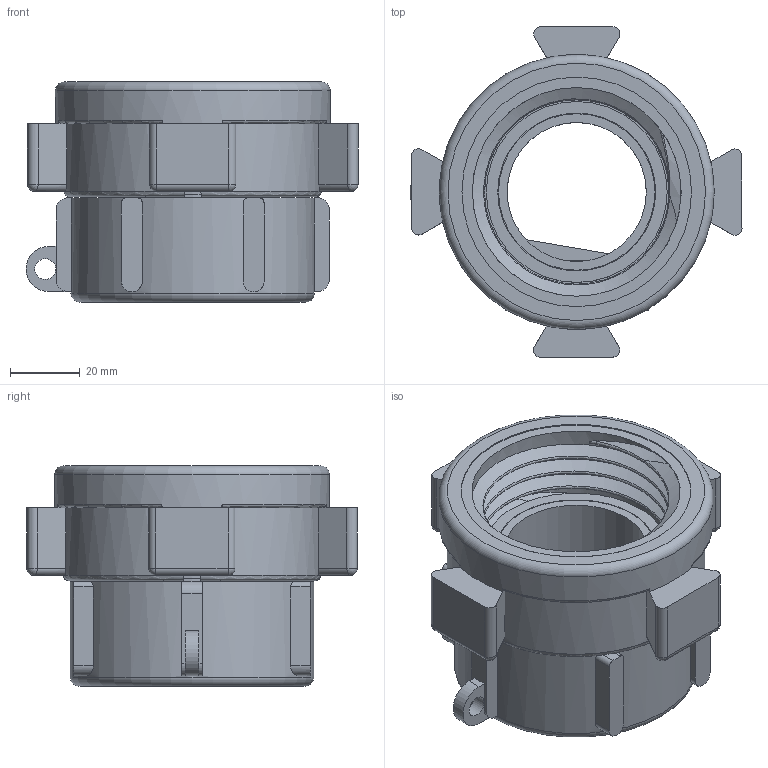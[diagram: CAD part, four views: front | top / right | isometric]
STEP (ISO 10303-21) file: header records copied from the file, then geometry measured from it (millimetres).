
FILE_DESCRIPTION(/* description */ (''),/* implementation_level */ '2;1');
FILE_NAME(/* name */ 'IB0022.step',/* time_stamp */ '2026-03-27T11:26:59+01:00',/* author */ (''),/* organization */ (''),/* preprocessor_version */ 'ST-DEVELOPER v20.1',/* originating_system */ 'Autodesk Translation Framework v14.24.0.0',/* authorisation */ '');
FILE_SCHEMA (('AUTOMOTIVE_DESIGN { 1 0 10303 214 3 1 1 }'));
Length unit declared in the file: millimetre
Products named in the file (1): 2026-03-27-08-21-11-392
Bounding box: 95.43 x 95.01 x 63.3 mm (x, y, z)
Volume: 141548.9 mm3; surface area: 74264.5 mm2
Topology: 5 solids, 5 shells, 241 faces, 613 edges, 390 vertices
Faces by surface type: cylinder 100, plane 91, sphere 24, bspline 15, torus 10, cone 1
Full cylindrical faces by diameter (mm): 6 x1, 40 x1, 44 x1, 44.4 x1, 45 x3, 45.4 x1, 52 x1, 53 x1, 55.991 x1, 59.614 x9, 60 x4, 66 x2, 70 x1, 79 x1
Entity records: 14556 total; most frequent: CARTESIAN_POINT 8775, ORIENTED_EDGE 1226, DIRECTION 1159, EDGE_CURVE 613, AXIS2_PLACEMENT_3D 446, VERTEX_POINT 390, LINE 267, VECTOR 267
